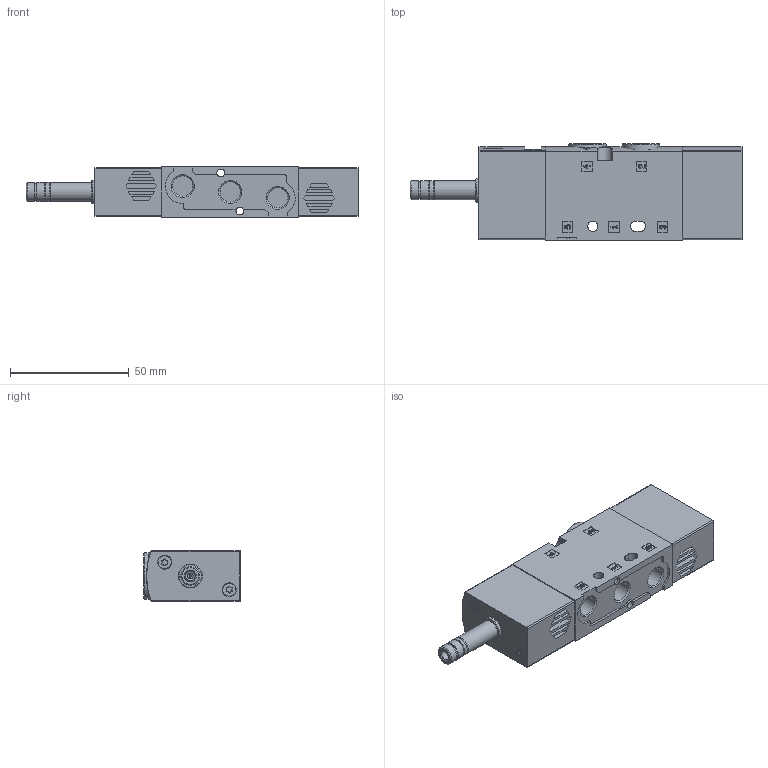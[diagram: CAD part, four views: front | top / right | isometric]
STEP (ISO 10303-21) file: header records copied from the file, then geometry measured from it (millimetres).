
FILE_DESCRIPTION(/* description */ ('STEP AP214'),/* implementation_level */ '2;1');
FILE_NAME(/* name */ '577494_VUVS-LT20-M52-MD-G18-F7',/* time_stamp */ '2024-09-17T20:16:20+02:00',/* author */ ('License CC BY-ND 4.0'),/* organization */ ('CADENAS'),/* preprocessor_version */ 'ST-DEVELOPER v19.3',/* originating_system */ 'PARTsolutions',/* authorisation */ ' ');
FILE_SCHEMA (('AUTOMOTIVE_DESIGN {1 0 10303 214 3 1 1}'));
Length unit declared in the file: millimetre
Products named in the file (5): 577494 VUVS-LT20-M52-MD-G18-F7; 1231865 VUVS-L20-52 HOUSING---(H---0_-); 1670876 VUVS-L20-G-COVER53---(H---0_-); 1537853 F-M3x35-10.9; 1519974 VUVS-L20-G-COVER52---(H---0_M)
Assembly tree (7 placements, depth 2):
  577494 VUVS-LT20-M52-MD-G18-F7
    1231865 VUVS-L20-52 HOUSING---(H---0_-)
    1670876 VUVS-L20-G-COVER53---(H---0_-)
    1537853 F-M3x35-10.9  x4
    1519974 VUVS-L20-G-COVER52---(H---0_M)
Bounding box: 139.55 x 40.4 x 21.1 mm (x, y, z)
Volume: 83489.6 mm3; surface area: 25766.1 mm2
Topology: 7 solids, 7 shells, 559 faces, 1412 edges, 924 vertices
Faces by surface type: plane 327, cylinder 182, cone 43, torus 7
Full cylindrical faces by diameter (mm): 0.9 x1, 2 x4, 2.4 x1, 2.459 x4, 2.6 x4, 3 x4, 3.2 x2, 3.3 x4, 4.134 x1, 4.3 x1, 5.5 x4, 7.1 x1, 8 x4, 8.566 x5, 10 x1, 15.6 x2
Entity records: 15356 total; most frequent: CARTESIAN_POINT 2559, DIRECTION 2478, ORIENTED_EDGE 2340, EDGE_CURVE 1170, LINE 846, VECTOR 846, VERTEX_POINT 819, AXIS2_PLACEMENT_3D 816
